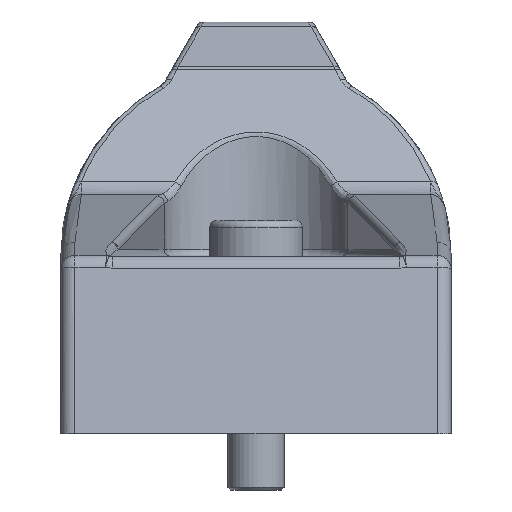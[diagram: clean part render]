
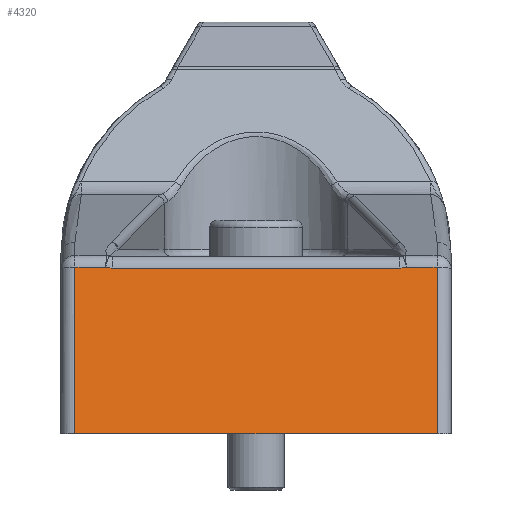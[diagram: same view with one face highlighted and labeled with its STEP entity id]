
A CAD part, front view. The second image highlights one B-rep face of the part: STEP entity #4320.
In plain terms, the highlighted planar face has unit normal (0, -0.985, 0.174).
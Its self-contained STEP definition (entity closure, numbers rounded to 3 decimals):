
#26 = DIRECTION ( 'NONE',  ( 0., 0.174, 0.985 ) ) ;
#82 = CARTESIAN_POINT ( 'NONE',  ( 25.5, 0., -25. ) ) ;
#89 = CARTESIAN_POINT ( 'NONE',  ( -25.5, 0., -25. ) ) ;
#109 = CARTESIAN_POINT ( 'NONE',  ( -25.5, 4.142, -1.511 ) ) ;
#110 = CARTESIAN_POINT ( 'NONE',  ( -21.174, 4.142, -1.511 ) ) ;
#519 = CARTESIAN_POINT ( 'NONE',  ( 25.5, 0., -25. ) ) ;
#843 = DIRECTION ( 'NONE',  ( -1., 0., 0. ) ) ;
#844 = CARTESIAN_POINT ( 'NONE',  ( -27.5, 0., -25. ) ) ;
#1022 = DIRECTION ( 'NONE',  ( -1., 0., 0. ) ) ;
#1146 = DIRECTION ( 'NONE',  ( -1., 0., 0. ) ) ;
#1147 = CARTESIAN_POINT ( 'NONE',  ( 21.174, 4.142, -1.511 ) ) ;
#1148 = CARTESIAN_POINT ( 'NONE',  ( -92.5, 4.142, -1.511 ) ) ;
#1151 = CARTESIAN_POINT ( 'NONE',  ( 20.879, 4.125, -1.605 ) ) ;
#1769 = CARTESIAN_POINT ( 'NONE',  ( -92.5, 0., -25. ) ) ;
#1771 = PLANE ( 'NONE',  #4125 ) ;
#1774 = DIRECTION ( 'NONE',  ( 0., 0.985, -0.174 ) ) ;
#1775 = DIRECTION ( 'NONE',  ( 0., 0.174, 0.985 ) ) ;
#2090 = VECTOR ( 'NONE', #1146, 1000. ) ;
#2097 = LINE ( 'NONE', #519, #2102 ) ;
#2101 = LINE ( 'NONE', #5551, #2104 ) ;
#2102 = VECTOR ( 'NONE', #26, 1000. ) ;
#2104 = VECTOR ( 'NONE', #1022, 1000. ) ;
#2110 = LINE ( 'NONE', #2635, #2114 ) ;
#2112 = LINE ( 'NONE', #2637, #2119 ) ;
#2114 = VECTOR ( 'NONE', #2636, 1000. ) ;
#2119 = VECTOR ( 'NONE', #2638, 1000. ) ;
#2631 = CARTESIAN_POINT ( 'NONE',  ( 20.573, 4.117, -1.653 ) ) ;
#2632 = CARTESIAN_POINT ( 'NONE',  ( 20.262, 4.117, -1.653 ) ) ;
#2635 = CARTESIAN_POINT ( 'NONE',  ( -92.5, 4.117, -1.653 ) ) ;
#2636 = DIRECTION ( 'NONE',  ( -1., 0., 0. ) ) ;
#2637 = CARTESIAN_POINT ( 'NONE',  ( -25.5, 0., -25. ) ) ;
#2638 = DIRECTION ( 'NONE',  ( 0., -0.174, -0.985 ) ) ;
#2639 = CARTESIAN_POINT ( 'NONE',  ( -20.262, 4.117, -1.653 ) ) ;
#2640 = CARTESIAN_POINT ( 'NONE',  ( -20.573, 4.117, -1.653 ) ) ;
#2645 = CARTESIAN_POINT ( 'NONE',  ( -20.879, 4.125, -1.605 ) ) ;
#2646 = CARTESIAN_POINT ( 'NONE',  ( -21.174, 4.142, -1.511 ) ) ;
#3932 = VERTEX_POINT ( 'NONE', #110 ) ;
#3934 = VERTEX_POINT ( 'NONE', #109 ) ;
#3951 = VERTEX_POINT ( 'NONE', #89 ) ;
#3958 = VERTEX_POINT ( 'NONE', #82 ) ;
#4068 = VERTEX_POINT ( 'NONE', #5178 ) ;
#4087 = VERTEX_POINT ( 'NONE', #5109 ) ;
#4088 = VERTEX_POINT ( 'NONE', #5110 ) ;
#4089 = VERTEX_POINT ( 'NONE', #5112 ) ;
#4125 = AXIS2_PLACEMENT_3D ( 'NONE', #1769, #1774, #1775 ) ;
#4320 = ADVANCED_FACE ( 'NONE', ( #6307 ), #1771, .F. ) ;
#4516 = EDGE_LOOP ( 'NONE', ( #6142, #6141, #6140, #6139, #6138, #6137, #6136, #6135 ) ) ;
#4848 = EDGE_CURVE ( 'NONE', #3958, #3951, #5228, .T. ) ;
#4883 = EDGE_CURVE ( 'NONE', #3932, #3934, #6313, .T. ) ;
#4886 = EDGE_CURVE ( 'NONE', #3958, #4068, #2097, .T. ) ;
#4887 = EDGE_CURVE ( 'NONE', #4068, #4089, #2101, .T. ) ;
#4889 = EDGE_CURVE ( 'NONE', #4089, #4088, #4997, .T. ) ;
#4891 = EDGE_CURVE ( 'NONE', #4088, #4087, #2110, .T. ) ;
#4892 = EDGE_CURVE ( 'NONE', #3934, #3951, #2112, .T. ) ;
#4894 = EDGE_CURVE ( 'NONE', #4087, #3932, #4911, .T. ) ;
#4911 =( BOUNDED_CURVE ( )  B_SPLINE_CURVE ( 3, ( #2639, #2640, #2645, #2646 ),
 .UNSPECIFIED., .F., .F. ) 
 B_SPLINE_CURVE_WITH_KNOTS ( ( 4, 4 ),
 ( 5.824, 6.132 ),
 .UNSPECIFIED. ) 
 CURVE ( )  GEOMETRIC_REPRESENTATION_ITEM ( )  RATIONAL_B_SPLINE_CURVE ( ( 1., 0.992, 0.992, 1. ) ) 
 REPRESENTATION_ITEM ( '' )  );
#4997 =( BOUNDED_CURVE ( )  B_SPLINE_CURVE ( 3, ( #1147, #1151, #2631, #2632 ),
 .UNSPECIFIED., .F., .F. ) 
 B_SPLINE_CURVE_WITH_KNOTS ( ( 4, 4 ),
 ( 3.292, 3.601 ),
 .UNSPECIFIED. ) 
 CURVE ( )  GEOMETRIC_REPRESENTATION_ITEM ( )  RATIONAL_B_SPLINE_CURVE ( ( 1., 0.992, 0.992, 1. ) ) 
 REPRESENTATION_ITEM ( '' )  );
#5109 = CARTESIAN_POINT ( 'NONE',  ( -20.262, 4.117, -1.653 ) ) ;
#5110 = CARTESIAN_POINT ( 'NONE',  ( 20.262, 4.117, -1.653 ) ) ;
#5112 = CARTESIAN_POINT ( 'NONE',  ( 21.174, 4.142, -1.511 ) ) ;
#5178 = CARTESIAN_POINT ( 'NONE',  ( 25.5, 4.142, -1.511 ) ) ;
#5227 = VECTOR ( 'NONE', #843, 1000. ) ;
#5228 = LINE ( 'NONE', #844, #5227 ) ;
#5551 = CARTESIAN_POINT ( 'NONE',  ( -92.5, 4.142, -1.511 ) ) ;
#6135 = ORIENTED_EDGE ( 'NONE', *, *, #4892, .T. ) ;
#6136 = ORIENTED_EDGE ( 'NONE', *, *, #4883, .T. ) ;
#6137 = ORIENTED_EDGE ( 'NONE', *, *, #4894, .T. ) ;
#6138 = ORIENTED_EDGE ( 'NONE', *, *, #4891, .T. ) ;
#6139 = ORIENTED_EDGE ( 'NONE', *, *, #4889, .T. ) ;
#6140 = ORIENTED_EDGE ( 'NONE', *, *, #4887, .T. ) ;
#6141 = ORIENTED_EDGE ( 'NONE', *, *, #4886, .T. ) ;
#6142 = ORIENTED_EDGE ( 'NONE', *, *, #4848, .F. ) ;
#6307 = FACE_OUTER_BOUND ( 'NONE', #4516, .T. ) ;
#6313 = LINE ( 'NONE', #1148, #2090 ) ;
